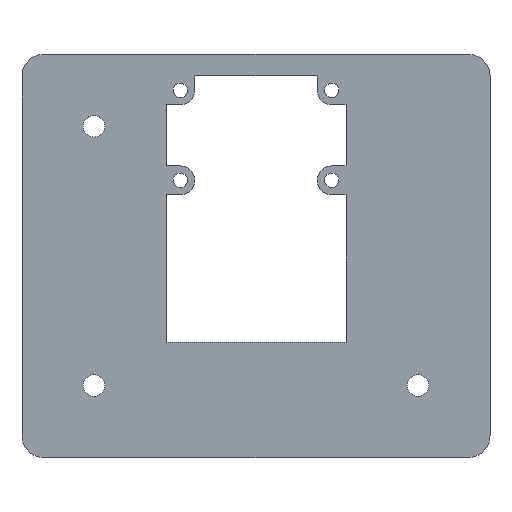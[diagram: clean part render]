
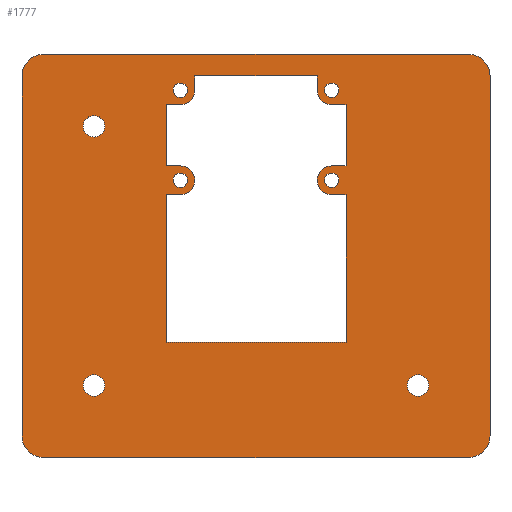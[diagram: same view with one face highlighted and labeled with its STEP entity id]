
A CAD part, top view. The second image highlights one B-rep face of the part: STEP entity #1777.
In plain terms, the highlighted planar face has unit normal (0, 0, 1).
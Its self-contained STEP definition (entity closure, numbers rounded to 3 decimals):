
#33=FACE_BOUND('',#282,.T.);
#34=FACE_BOUND('',#283,.T.);
#35=FACE_BOUND('',#284,.T.);
#36=FACE_BOUND('',#285,.T.);
#37=FACE_BOUND('',#286,.T.);
#38=FACE_BOUND('',#287,.T.);
#39=FACE_BOUND('',#288,.T.);
#40=FACE_BOUND('',#289,.T.);
#87=PLANE('',#1968);
#172=FACE_OUTER_BOUND('',#281,.T.);
#281=EDGE_LOOP('',(#1585,#1586,#1587,#1588,#1589,#1590,#1591,#1592));
#282=EDGE_LOOP('',(#1593));
#283=EDGE_LOOP('',(#1594));
#284=EDGE_LOOP('',(#1595));
#285=EDGE_LOOP('',(#1596));
#286=EDGE_LOOP('',(#1597));
#287=EDGE_LOOP('',(#1598));
#288=EDGE_LOOP('',(#1599,#1600,#1601,#1602,#1603,#1604,#1605,#1606,#1607,
#1608,#1609,#1610,#1611,#1612,#1613,#1614,#1615,#1616));
#289=EDGE_LOOP('',(#1617));
#398=LINE('',#2854,#557);
#401=LINE('',#2863,#560);
#410=LINE('',#2890,#569);
#420=LINE('',#2930,#579);
#422=LINE('',#2934,#581);
#425=LINE('',#2942,#584);
#427=LINE('',#2945,#586);
#429=LINE('',#2950,#588);
#432=LINE('',#2958,#591);
#434=LINE('',#2962,#593);
#437=LINE('',#2965,#596);
#438=LINE('',#2968,#597);
#441=LINE('',#2976,#600);
#443=LINE('',#2980,#602);
#445=LINE('',#2984,#604);
#448=LINE('',#2991,#607);
#455=LINE('',#3017,#614);
#456=LINE('',#3019,#615);
#557=VECTOR('',#2291,10.);
#560=VECTOR('',#2300,10.);
#569=VECTOR('',#2325,10.);
#579=VECTOR('',#2369,10.);
#581=VECTOR('',#2373,10.);
#584=VECTOR('',#2382,10.);
#586=VECTOR('',#2386,10.);
#588=VECTOR('',#2390,10.);
#591=VECTOR('',#2399,10.);
#593=VECTOR('',#2403,10.);
#596=VECTOR('',#2406,10.);
#597=VECTOR('',#2409,10.);
#600=VECTOR('',#2418,10.);
#602=VECTOR('',#2422,10.);
#604=VECTOR('',#2426,10.);
#607=VECTOR('',#2435,10.);
#614=VECTOR('',#2468,10.);
#615=VECTOR('',#2471,10.);
#685=CIRCLE('',#1908,3.);
#686=CIRCLE('',#1911,3.);
#687=CIRCLE('',#1913,3.);
#690=CIRCLE('',#1919,3.);
#697=CIRCLE('',#1933,1.);
#698=CIRCLE('',#1937,2.);
#699=CIRCLE('',#1942,2.);
#700=CIRCLE('',#1947,2.);
#701=CIRCLE('',#1952,2.);
#702=CIRCLE('',#1955,1.);
#703=CIRCLE('',#1957,1.);
#704=CIRCLE('',#1959,1.);
#705=CIRCLE('',#1961,1.5);
#706=CIRCLE('',#1963,1.5);
#707=CIRCLE('',#1965,1.5);
#834=VERTEX_POINT('',#2850);
#835=VERTEX_POINT('',#2852);
#836=VERTEX_POINT('',#2856);
#837=VERTEX_POINT('',#2857);
#838=VERTEX_POINT('',#2862);
#839=VERTEX_POINT('',#2866);
#840=VERTEX_POINT('',#2870);
#841=VERTEX_POINT('',#2871);
#848=VERTEX_POINT('',#2889);
#849=VERTEX_POINT('',#2894);
#859=VERTEX_POINT('',#2923);
#860=VERTEX_POINT('',#2927);
#861=VERTEX_POINT('',#2929);
#862=VERTEX_POINT('',#2933);
#863=VERTEX_POINT('',#2937);
#864=VERTEX_POINT('',#2941);
#865=VERTEX_POINT('',#2947);
#866=VERTEX_POINT('',#2949);
#867=VERTEX_POINT('',#2953);
#868=VERTEX_POINT('',#2957);
#869=VERTEX_POINT('',#2961);
#870=VERTEX_POINT('',#2967);
#871=VERTEX_POINT('',#2971);
#872=VERTEX_POINT('',#2975);
#873=VERTEX_POINT('',#2979);
#874=VERTEX_POINT('',#2983);
#875=VERTEX_POINT('',#2987);
#876=VERTEX_POINT('',#2993);
#877=VERTEX_POINT('',#2997);
#878=VERTEX_POINT('',#3001);
#879=VERTEX_POINT('',#3005);
#880=VERTEX_POINT('',#3009);
#881=VERTEX_POINT('',#3013);
#1049=EDGE_CURVE('',#834,#835,#398,.T.);
#1050=EDGE_CURVE('',#836,#837,#685,.T.);
#1053=EDGE_CURVE('',#838,#837,#401,.T.);
#1055=EDGE_CURVE('',#838,#839,#686,.T.);
#1057=EDGE_CURVE('',#840,#841,#687,.T.);
#1066=EDGE_CURVE('',#848,#841,#410,.T.);
#1069=EDGE_CURVE('',#848,#849,#690,.T.);
#1081=EDGE_CURVE('',#859,#859,#697,.T.);
#1084=EDGE_CURVE('',#861,#860,#420,.T.);
#1086=EDGE_CURVE('',#862,#861,#422,.T.);
#1088=EDGE_CURVE('',#863,#862,#698,.T.);
#1090=EDGE_CURVE('',#864,#863,#425,.T.);
#1092=EDGE_CURVE('',#835,#864,#427,.T.);
#1094=EDGE_CURVE('',#866,#865,#429,.T.);
#1096=EDGE_CURVE('',#867,#866,#699,.T.);
#1098=EDGE_CURVE('',#868,#867,#432,.T.);
#1100=EDGE_CURVE('',#869,#868,#434,.T.);
#1103=EDGE_CURVE('',#865,#834,#437,.T.);
#1104=EDGE_CURVE('',#870,#869,#438,.T.);
#1106=EDGE_CURVE('',#871,#870,#700,.T.);
#1108=EDGE_CURVE('',#872,#871,#441,.T.);
#1110=EDGE_CURVE('',#873,#872,#443,.T.);
#1112=EDGE_CURVE('',#874,#873,#445,.T.);
#1114=EDGE_CURVE('',#875,#874,#701,.T.);
#1116=EDGE_CURVE('',#860,#875,#448,.T.);
#1117=EDGE_CURVE('',#876,#876,#702,.T.);
#1119=EDGE_CURVE('',#877,#877,#703,.T.);
#1121=EDGE_CURVE('',#878,#878,#704,.T.);
#1123=EDGE_CURVE('',#879,#879,#705,.T.);
#1125=EDGE_CURVE('',#880,#880,#706,.T.);
#1127=EDGE_CURVE('',#881,#881,#707,.T.);
#1129=EDGE_CURVE('',#840,#839,#455,.T.);
#1130=EDGE_CURVE('',#836,#849,#456,.T.);
#1585=ORIENTED_EDGE('',*,*,#1050,.F.);
#1586=ORIENTED_EDGE('',*,*,#1130,.T.);
#1587=ORIENTED_EDGE('',*,*,#1069,.F.);
#1588=ORIENTED_EDGE('',*,*,#1066,.T.);
#1589=ORIENTED_EDGE('',*,*,#1057,.F.);
#1590=ORIENTED_EDGE('',*,*,#1129,.T.);
#1591=ORIENTED_EDGE('',*,*,#1055,.F.);
#1592=ORIENTED_EDGE('',*,*,#1053,.T.);
#1593=ORIENTED_EDGE('',*,*,#1127,.T.);
#1594=ORIENTED_EDGE('',*,*,#1125,.T.);
#1595=ORIENTED_EDGE('',*,*,#1123,.T.);
#1596=ORIENTED_EDGE('',*,*,#1121,.T.);
#1597=ORIENTED_EDGE('',*,*,#1119,.T.);
#1598=ORIENTED_EDGE('',*,*,#1117,.T.);
#1599=ORIENTED_EDGE('',*,*,#1116,.T.);
#1600=ORIENTED_EDGE('',*,*,#1114,.T.);
#1601=ORIENTED_EDGE('',*,*,#1112,.T.);
#1602=ORIENTED_EDGE('',*,*,#1110,.T.);
#1603=ORIENTED_EDGE('',*,*,#1108,.T.);
#1604=ORIENTED_EDGE('',*,*,#1106,.T.);
#1605=ORIENTED_EDGE('',*,*,#1104,.T.);
#1606=ORIENTED_EDGE('',*,*,#1100,.T.);
#1607=ORIENTED_EDGE('',*,*,#1098,.T.);
#1608=ORIENTED_EDGE('',*,*,#1096,.T.);
#1609=ORIENTED_EDGE('',*,*,#1094,.T.);
#1610=ORIENTED_EDGE('',*,*,#1103,.T.);
#1611=ORIENTED_EDGE('',*,*,#1049,.T.);
#1612=ORIENTED_EDGE('',*,*,#1092,.T.);
#1613=ORIENTED_EDGE('',*,*,#1090,.T.);
#1614=ORIENTED_EDGE('',*,*,#1088,.T.);
#1615=ORIENTED_EDGE('',*,*,#1086,.T.);
#1616=ORIENTED_EDGE('',*,*,#1084,.T.);
#1617=ORIENTED_EDGE('',*,*,#1081,.T.);
#1777=ADVANCED_FACE('',(#172,#33,#34,#35,#36,#37,#38,#39,#40),#87,.T.);
#1908=AXIS2_PLACEMENT_3D('',#2858,#2294,#2295);
#1911=AXIS2_PLACEMENT_3D('',#2867,#2304,#2305);
#1913=AXIS2_PLACEMENT_3D('',#2872,#2309,#2310);
#1919=AXIS2_PLACEMENT_3D('',#2895,#2330,#2331);
#1933=AXIS2_PLACEMENT_3D('',#2924,#2363,#2364);
#1937=AXIS2_PLACEMENT_3D('',#2938,#2377,#2378);
#1942=AXIS2_PLACEMENT_3D('',#2954,#2394,#2395);
#1947=AXIS2_PLACEMENT_3D('',#2972,#2413,#2414);
#1952=AXIS2_PLACEMENT_3D('',#2988,#2430,#2431);
#1955=AXIS2_PLACEMENT_3D('',#2994,#2438,#2439);
#1957=AXIS2_PLACEMENT_3D('',#2998,#2443,#2444);
#1959=AXIS2_PLACEMENT_3D('',#3002,#2448,#2449);
#1961=AXIS2_PLACEMENT_3D('',#3006,#2453,#2454);
#1963=AXIS2_PLACEMENT_3D('',#3010,#2458,#2459);
#1965=AXIS2_PLACEMENT_3D('',#3014,#2463,#2464);
#1968=AXIS2_PLACEMENT_3D('',#3020,#2472,#2473);
#2291=DIRECTION('',(-1.,0.,0.));
#2294=DIRECTION('center_axis',(0.,0.,-1.));
#2295=DIRECTION('ref_axis',(-0.707,-0.707,0.));
#2300=DIRECTION('',(0.,-1.,0.));
#2304=DIRECTION('center_axis',(0.,0.,-1.));
#2305=DIRECTION('ref_axis',(-0.707,0.707,0.));
#2309=DIRECTION('center_axis',(0.,0.,-1.));
#2310=DIRECTION('ref_axis',(0.707,0.707,0.));
#2325=DIRECTION('',(0.,1.,0.));
#2330=DIRECTION('center_axis',(0.,0.,-1.));
#2331=DIRECTION('ref_axis',(0.707,-0.707,0.));
#2363=DIRECTION('center_axis',(0.,0.,-1.));
#2364=DIRECTION('ref_axis',(1.,0.,0.));
#2369=DIRECTION('',(0.,1.,0.));
#2373=DIRECTION('',(-1.,0.,0.));
#2377=DIRECTION('center_axis',(0.,0.,1.));
#2378=DIRECTION('ref_axis',(1.,0.,0.));
#2382=DIRECTION('',(1.,0.,0.));
#2386=DIRECTION('',(0.,1.,0.));
#2390=DIRECTION('',(1.,0.,0.));
#2394=DIRECTION('center_axis',(0.,0.,1.));
#2395=DIRECTION('ref_axis',(1.,0.,0.));
#2399=DIRECTION('',(-1.,0.,0.));
#2403=DIRECTION('',(0.,-1.,0.));
#2406=DIRECTION('',(0.,-1.,0.));
#2409=DIRECTION('',(1.,0.,0.));
#2413=DIRECTION('center_axis',(0.,0.,1.));
#2414=DIRECTION('ref_axis',(1.,0.,0.));
#2418=DIRECTION('',(0.,-1.,0.));
#2422=DIRECTION('',(1.,0.,0.));
#2426=DIRECTION('',(0.,1.,0.));
#2430=DIRECTION('center_axis',(0.,0.,1.));
#2431=DIRECTION('ref_axis',(1.,0.,0.));
#2435=DIRECTION('',(1.,0.,0.));
#2438=DIRECTION('center_axis',(0.,0.,-1.));
#2439=DIRECTION('ref_axis',(1.,0.,0.));
#2443=DIRECTION('center_axis',(0.,0.,-1.));
#2444=DIRECTION('ref_axis',(1.,0.,0.));
#2448=DIRECTION('center_axis',(0.,0.,-1.));
#2449=DIRECTION('ref_axis',(1.,0.,0.));
#2453=DIRECTION('center_axis',(0.,0.,-1.));
#2454=DIRECTION('ref_axis',(1.,0.,0.));
#2458=DIRECTION('center_axis',(0.,0.,-1.));
#2459=DIRECTION('ref_axis',(1.,0.,0.));
#2463=DIRECTION('center_axis',(0.,0.,-1.));
#2464=DIRECTION('ref_axis',(1.,0.,0.));
#2468=DIRECTION('',(-1.,0.,0.));
#2471=DIRECTION('',(1.,0.,0.));
#2472=DIRECTION('center_axis',(0.,0.,1.));
#2473=DIRECTION('ref_axis',(1.,0.,0.));
#2850=CARTESIAN_POINT('',(41.5,-36.5,3.));
#2852=CARTESIAN_POINT('',(16.5,-36.5,3.));
#2854=CARTESIAN_POINT('',(41.5,-36.5,3.));
#2856=CARTESIAN_POINT('',(-0.5,-52.5,3.));
#2857=CARTESIAN_POINT('',(-3.5,-49.5,3.));
#2858=CARTESIAN_POINT('Origin',(-0.5,-49.5,3.));
#2862=CARTESIAN_POINT('',(-3.5,0.5,3.));
#2863=CARTESIAN_POINT('',(-3.5,-52.5,3.));
#2866=CARTESIAN_POINT('',(-0.5,3.5,3.));
#2867=CARTESIAN_POINT('Origin',(-0.5,0.5,3.));
#2870=CARTESIAN_POINT('',(58.5,3.5,3.));
#2871=CARTESIAN_POINT('',(61.5,0.5,3.));
#2872=CARTESIAN_POINT('Origin',(58.5,0.5,3.));
#2889=CARTESIAN_POINT('',(61.5,-49.5,3.));
#2890=CARTESIAN_POINT('',(61.5,3.5,3.));
#2894=CARTESIAN_POINT('',(58.5,-52.5,3.));
#2895=CARTESIAN_POINT('Origin',(58.5,-49.5,3.));
#2923=CARTESIAN_POINT('',(17.5,-14.,3.));
#2924=CARTESIAN_POINT('Origin',(18.5,-14.,3.));
#2927=CARTESIAN_POINT('',(16.5,-3.5,3.));
#2929=CARTESIAN_POINT('',(16.5,-12.,3.));
#2930=CARTESIAN_POINT('',(16.5,-36.5,3.));
#2933=CARTESIAN_POINT('',(18.5,-12.,3.));
#2934=CARTESIAN_POINT('',(41.5,-12.,3.));
#2937=CARTESIAN_POINT('',(18.5,-16.,3.));
#2938=CARTESIAN_POINT('Origin',(18.5,-14.,3.));
#2941=CARTESIAN_POINT('',(16.5,-16.,3.));
#2942=CARTESIAN_POINT('',(41.5,-16.,3.));
#2945=CARTESIAN_POINT('',(16.5,-36.5,3.));
#2947=CARTESIAN_POINT('',(41.5,-16.,3.));
#2949=CARTESIAN_POINT('',(39.5,-16.,3.));
#2950=CARTESIAN_POINT('',(41.5,-16.,3.));
#2953=CARTESIAN_POINT('',(39.5,-12.,3.));
#2954=CARTESIAN_POINT('Origin',(39.5,-14.,3.));
#2957=CARTESIAN_POINT('',(41.5,-12.,3.));
#2958=CARTESIAN_POINT('',(41.5,-12.,3.));
#2961=CARTESIAN_POINT('',(41.5,-3.5,3.));
#2962=CARTESIAN_POINT('',(41.5,3.5,3.));
#2965=CARTESIAN_POINT('',(41.5,3.5,3.));
#2967=CARTESIAN_POINT('',(39.5,-3.5,3.));
#2968=CARTESIAN_POINT('',(41.5,-3.5,3.));
#2971=CARTESIAN_POINT('',(37.5,-1.5,3.));
#2972=CARTESIAN_POINT('Origin',(39.5,-1.5,3.));
#2975=CARTESIAN_POINT('',(37.5,0.5,3.));
#2976=CARTESIAN_POINT('',(37.5,-1.5,3.));
#2979=CARTESIAN_POINT('',(20.5,0.5,3.));
#2980=CARTESIAN_POINT('',(16.5,0.5,3.));
#2983=CARTESIAN_POINT('',(20.5,-1.5,3.));
#2984=CARTESIAN_POINT('',(20.5,-1.5,3.));
#2987=CARTESIAN_POINT('',(18.5,-3.5,3.));
#2988=CARTESIAN_POINT('Origin',(18.5,-1.5,3.));
#2991=CARTESIAN_POINT('',(41.5,-3.5,3.));
#2993=CARTESIAN_POINT('',(38.5,-14.,3.));
#2994=CARTESIAN_POINT('Origin',(39.5,-14.,3.));
#2997=CARTESIAN_POINT('',(17.5,-1.5,3.));
#2998=CARTESIAN_POINT('Origin',(18.5,-1.5,3.));
#3001=CARTESIAN_POINT('',(38.5,-1.5,3.));
#3002=CARTESIAN_POINT('Origin',(39.5,-1.5,3.));
#3005=CARTESIAN_POINT('',(5.,-6.5,3.));
#3006=CARTESIAN_POINT('Origin',(6.5,-6.5,3.));
#3009=CARTESIAN_POINT('',(5.,-42.5,3.));
#3010=CARTESIAN_POINT('Origin',(6.5,-42.5,3.));
#3013=CARTESIAN_POINT('',(50.,-42.5,3.));
#3014=CARTESIAN_POINT('Origin',(51.5,-42.5,3.));
#3017=CARTESIAN_POINT('',(-3.5,3.5,3.));
#3019=CARTESIAN_POINT('',(61.5,-52.5,3.));
#3020=CARTESIAN_POINT('Origin',(29.,-24.5,3.));
